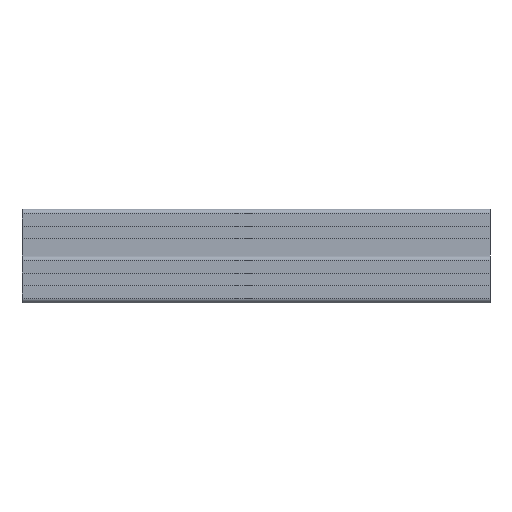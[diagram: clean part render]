
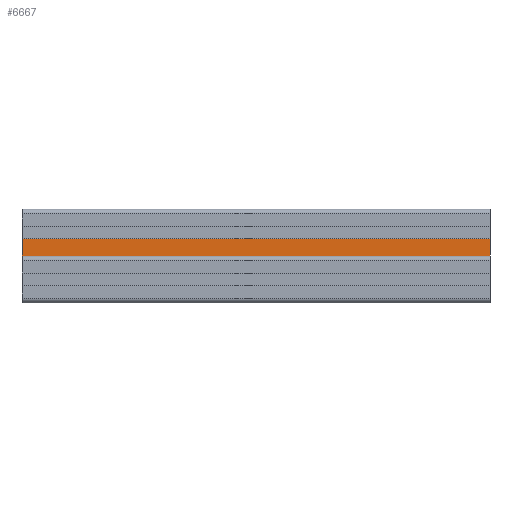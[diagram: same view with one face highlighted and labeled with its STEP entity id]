
A CAD part, left-side view. The second image highlights one B-rep face of the part: STEP entity #6667.
In plain terms, the highlighted face is planar.
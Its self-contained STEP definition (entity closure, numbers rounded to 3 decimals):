
#223 = CARTESIAN_POINT ( 'NONE',  ( 0., 10.9, -300. ) ) ;
#224 = CARTESIAN_POINT ( 'NONE',  ( 0., 0., 0. ) ) ;
#234 = CARTESIAN_POINT ( 'NONE',  ( 0., 0., -300. ) ) ;
#243 = CARTESIAN_POINT ( 'NONE',  ( 0., 10.9, 0. ) ) ;
#1762 = LINE ( 'NONE', #1795, #3124 ) ;
#1775 = DIRECTION ( 'NONE',  ( 0., 0., 1. ) ) ;
#1778 = VERTEX_POINT ( 'NONE', #223 ) ;
#1781 = LINE ( 'NONE', #1807, #3147 ) ;
#1783 = DIRECTION ( 'NONE',  ( 0., 1., 0. ) ) ;
#1789 = LINE ( 'NONE', #1815, #3152 ) ;
#1795 = CARTESIAN_POINT ( 'NONE',  ( 0., 0., 0. ) ) ;
#1806 = DIRECTION ( 'NONE',  ( 0., 1., 0. ) ) ;
#1807 = CARTESIAN_POINT ( 'NONE',  ( 0., 0., -300. ) ) ;
#1815 = CARTESIAN_POINT ( 'NONE',  ( 0., 0., -300. ) ) ;
#1818 = VERTEX_POINT ( 'NONE', #224 ) ;
#1822 = DIRECTION ( 'NONE',  ( 0., 0., 1. ) ) ;
#1844 = VERTEX_POINT ( 'NONE', #234 ) ;
#1860 = CARTESIAN_POINT ( 'NONE',  ( 0., 10.9, -300. ) ) ;
#1865 = LINE ( 'NONE', #1860, #3112 ) ;
#1898 = VERTEX_POINT ( 'NONE', #243 ) ;
#3112 = VECTOR ( 'NONE', #1822, 1000. ) ;
#3124 = VECTOR ( 'NONE', #1806, 1000. ) ;
#3147 = VECTOR ( 'NONE', #1783, 1000. ) ;
#3152 = VECTOR ( 'NONE', #1775, 1000. ) ;
#3611 = AXIS2_PLACEMENT_3D ( 'NONE', #7604, #7616, #7621 ) ;
#5862 = ORIENTED_EDGE ( 'NONE', *, *, #6969, .T. ) ;
#5899 = ORIENTED_EDGE ( 'NONE', *, *, #6966, .F. ) ;
#5916 = ORIENTED_EDGE ( 'NONE', *, *, #6968, .F. ) ;
#5920 = ORIENTED_EDGE ( 'NONE', *, *, #6986, .T. ) ;
#6052 = EDGE_LOOP ( 'NONE', ( #5916, #5899, #5862, #5920 ) ) ;
#6667 = ADVANCED_FACE ( 'PLANAR_17', ( #7623 ), #7611, .T. ) ;
#6966 = EDGE_CURVE ( 'NONE', #1844, #1818, #1789, .T. ) ;
#6968 = EDGE_CURVE ( 'NONE', #1818, #1898, #1762, .T. ) ;
#6969 = EDGE_CURVE ( 'NONE', #1844, #1778, #1781, .T. ) ;
#6986 = EDGE_CURVE ( 'NONE', #1778, #1898, #1865, .T. ) ;
#7604 = CARTESIAN_POINT ( 'NONE',  ( 0., 0., -300. ) ) ;
#7611 = PLANE ( 'NONE',  #3611 ) ;
#7616 = DIRECTION ( 'NONE',  ( 1., 0., 0. ) ) ;
#7621 = DIRECTION ( 'NONE',  ( 0., 0., -1. ) ) ;
#7623 = FACE_OUTER_BOUND ( 'NONE', #6052, .T. ) ;
